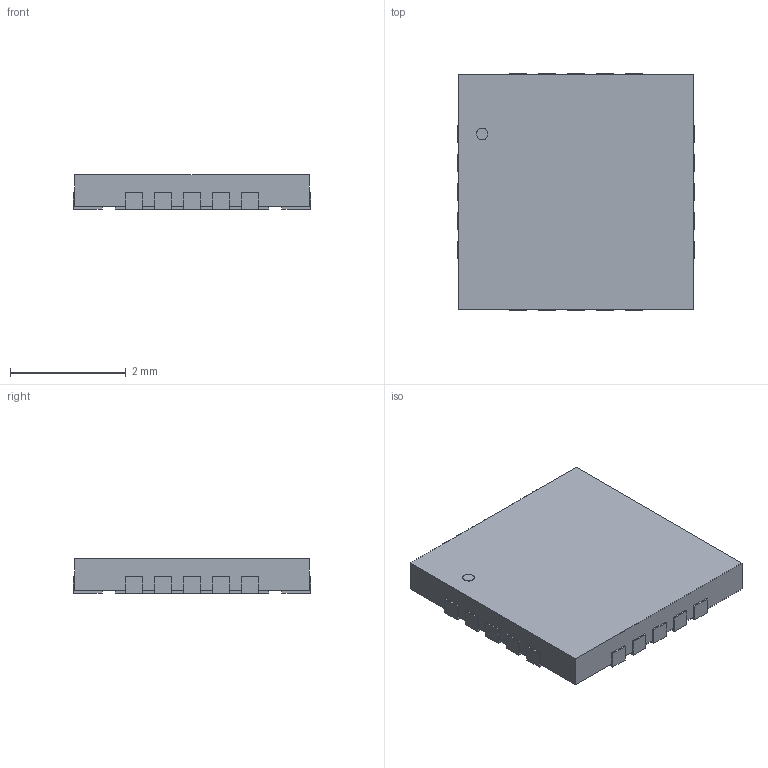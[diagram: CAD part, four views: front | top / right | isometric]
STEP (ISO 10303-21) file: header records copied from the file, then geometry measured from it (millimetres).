
FILE_DESCRIPTION(('STEP AP214'),'1');
FILE_NAME('CP_20_10_ADI','2025-02-24T04:23:59',(''),(''),'','','');
FILE_SCHEMA(('AUTOMOTIVE_DESIGN'));
Length unit declared in the file: millimetre
Products named in the file (1): product
Bounding box: 4.1 x 4.1 x 0.6 mm (x, y, z)
Volume: 9.6 mm3; surface area: 67.1 mm2
Topology: 23 solids, 23 shells, 175 faces, 387 edges, 258 vertices
Faces by surface type: plane 174, cylinder 1
Full cylindrical faces by diameter (mm): 0.202 x1
Entity records: 4637 total; most frequent: ORIENTED_EDGE 772, DIRECTION 742, CARTESIAN_POINT 437, EDGE_CURVE 386, LINE 384, VECTOR 384, VERTEX_POINT 258, AXIS2_PLACEMENT_3D 179
